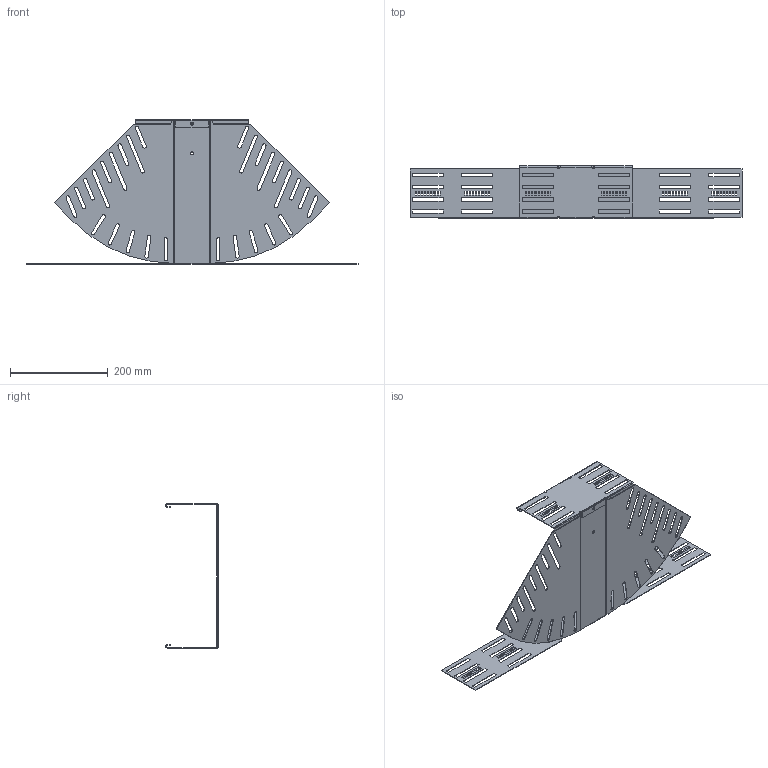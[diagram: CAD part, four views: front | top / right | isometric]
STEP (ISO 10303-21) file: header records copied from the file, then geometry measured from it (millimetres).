
FILE_DESCRIPTION (( 'STEP AP214' ), '1' );
FILE_NAME ('6037326.STEP', '2024-10-25T07:12:05', ( '' ), ( '' ), 'SwSTEP 2.0', 'SolidWorks 2024', '' );
FILE_SCHEMA (( 'AUTOMOTIVE_DESIGN' ));
Length unit declared in the file: millimetre
Products named in the file (3): 167655_110x0°; 181531_300; 6037326
Assembly tree (2 placements, depth 2):
  6037326
    181531_300
    167655_110x0°
Bounding box: 678 x 107 x 295 mm (x, y, z)
Volume: 236186.7 mm3; surface area: 392284.5 mm2
Topology: 2 solids, 2 shells, 696 faces, 1980 edges, 1288 vertices
Faces by surface type: plane 462, cylinder 224, bspline 10
Entity records: 23226 total; most frequent: CARTESIAN_POINT 4337, ORIENTED_EDGE 3960, DIRECTION 3750, EDGE_CURVE 1980, LINE 1512, VECTOR 1512, VERTEX_POINT 1288, AXIS2_PLACEMENT_3D 1119
